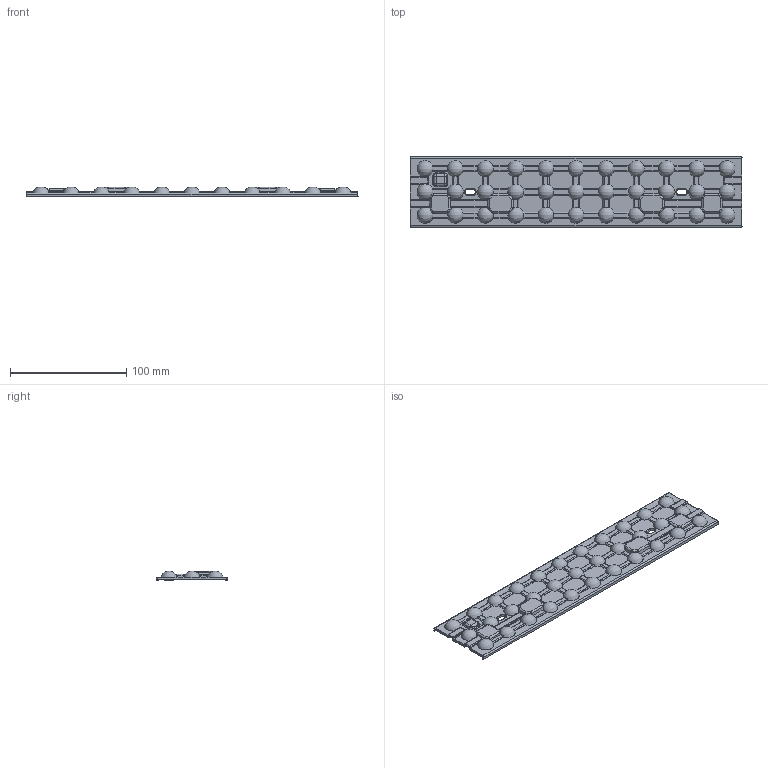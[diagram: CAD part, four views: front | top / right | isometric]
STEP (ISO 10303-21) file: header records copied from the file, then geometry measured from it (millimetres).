
FILE_DESCRIPTION (( 'STEP AP214' ), '1' );
FILE_NAME ('12938_Rev-3_WB_SBoard_Customer.STEP', '2015-09-10T14:45:26', ( '' ), ( '' ), 'SwSTEP 2.0', 'SolidWorks 2014', '' );
FILE_SCHEMA (( 'AUTOMOTIVE_DESIGN' ));
Length unit declared in the file: millimetre
Products named in the file (1): 12938_Rev-3_WB_SBoard_Customer
Bounding box: 286 x 61 x 8.6 mm (x, y, z)
Volume: 48282.2 mm3; surface area: 43214.1 mm2
Topology: 1 solids, 1 shells, 2278 faces, 6211 edges, 3953 vertices
Faces by surface type: plane 1112, bspline 578, cylinder 469, sphere 77, cone 30, torus 12
Entity records: 107877 total; most frequent: CARTESIAN_POINT 60006, ORIENTED_EDGE 12282, DIRECTION 6417, EDGE_CURVE 6141, VERTEX_POINT 3953, B_SPLINE_CURVE_WITH_KNOTS 3380, EDGE_LOOP 2370, AXIS2_PLACEMENT_3D 2280
